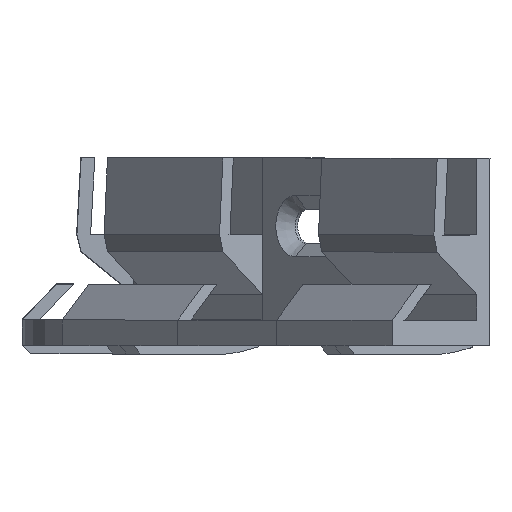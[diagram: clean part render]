
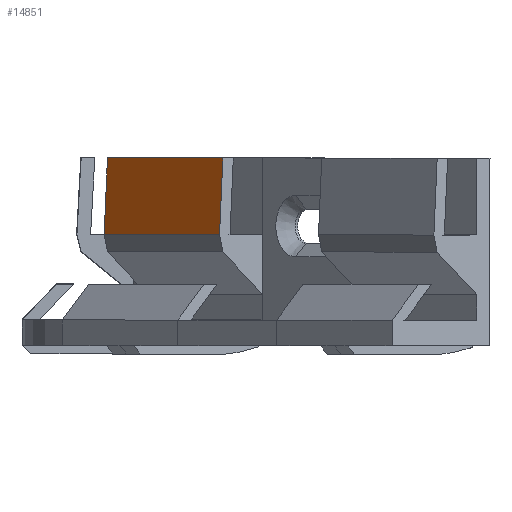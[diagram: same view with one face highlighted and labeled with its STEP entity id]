
A CAD part, left-side view. The second image highlights one B-rep face of the part: STEP entity #14851.
In plain terms, the highlighted face is planar.
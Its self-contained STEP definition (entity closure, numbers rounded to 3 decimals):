
#12956 = PLANE('',#12957);
#12957 = AXIS2_PLACEMENT_3D('',#12958,#12959,#12960);
#12958 = CARTESIAN_POINT('',(-10.5,5.766,9.503));
#12959 = DIRECTION('',(-1.,0.,0.));
#12960 = DIRECTION('',(0.,0.,1.));
#13390 = PLANE('',#13391);
#13391 = AXIS2_PLACEMENT_3D('',#13392,#13393,#13394);
#13392 = CARTESIAN_POINT('',(10.5,5.766,9.503));
#13393 = DIRECTION('',(-1.,0.,0.));
#13394 = DIRECTION('',(0.,0.,1.));
#13650 = VERTEX_POINT('',#13651);
#13651 = CARTESIAN_POINT('',(-10.5,8.1,22.));
#13665 = PLANE('',#13666);
#13666 = AXIS2_PLACEMENT_3D('',#13667,#13668,#13669);
#13667 = CARTESIAN_POINT('',(0.,6.5,22.));
#13668 = DIRECTION('',(0.,0.,-1.));
#13669 = DIRECTION('',(0.,1.,0.));
#13677 = EDGE_CURVE('',#13650,#13678,#13680,.T.);
#13678 = VERTEX_POINT('',#13679);
#13679 = CARTESIAN_POINT('',(-10.5,8.6,13.));
#13680 = SURFACE_CURVE('',#13681,(#13685,#13692),.PCURVE_S1.);
#13681 = LINE('',#13682,#13683);
#13682 = CARTESIAN_POINT('',(-10.5,8.1,22.));
#13683 = VECTOR('',#13684,1.);
#13684 = DIRECTION('',(0.,0.055,-0.998));
#13685 = PCURVE('',#12956,#13686);
#13686 = DEFINITIONAL_REPRESENTATION('',(#13687),#13691);
#13687 = LINE('',#13688,#13689);
#13688 = CARTESIAN_POINT('',(12.497,2.334));
#13689 = VECTOR('',#13690,1.);
#13690 = DIRECTION('',(-0.998,0.055));
#13691 = ( GEOMETRIC_REPRESENTATION_CONTEXT(2) 
PARAMETRIC_REPRESENTATION_CONTEXT() REPRESENTATION_CONTEXT('2D SPACE',''
  ) );
#13692 = PCURVE('',#13693,#13698);
#13693 = PLANE('',#13694);
#13694 = AXIS2_PLACEMENT_3D('',#13695,#13696,#13697);
#13695 = CARTESIAN_POINT('',(0.,8.1,22.));
#13696 = DIRECTION('',(-0.,-0.998,-0.055));
#13697 = DIRECTION('',(0.,0.055,-0.998));
#13698 = DEFINITIONAL_REPRESENTATION('',(#13699),#13703);
#13699 = LINE('',#13700,#13701);
#13700 = CARTESIAN_POINT('',(0.,-10.5));
#13701 = VECTOR('',#13702,1.);
#13702 = DIRECTION('',(1.,0.));
#13703 = ( GEOMETRIC_REPRESENTATION_CONTEXT(2) 
PARAMETRIC_REPRESENTATION_CONTEXT() REPRESENTATION_CONTEXT('2D SPACE',''
  ) );
#13721 = PLANE('',#13722);
#13722 = AXIS2_PLACEMENT_3D('',#13723,#13724,#13725);
#13723 = CARTESIAN_POINT('',(0.,8.6,13.));
#13724 = DIRECTION('',(0.,-0.97,0.243));
#13725 = DIRECTION('',(-0.,-0.243,-0.97));
#14496 = VERTEX_POINT('',#14497);
#14497 = CARTESIAN_POINT('',(10.5,8.1,22.));
#14518 = EDGE_CURVE('',#14496,#14519,#14521,.T.);
#14519 = VERTEX_POINT('',#14520);
#14520 = CARTESIAN_POINT('',(10.5,8.6,13.));
#14521 = SURFACE_CURVE('',#14522,(#14526,#14533),.PCURVE_S1.);
#14522 = LINE('',#14523,#14524);
#14523 = CARTESIAN_POINT('',(10.5,8.1,22.));
#14524 = VECTOR('',#14525,1.);
#14525 = DIRECTION('',(0.,0.055,-0.998));
#14526 = PCURVE('',#13390,#14527);
#14527 = DEFINITIONAL_REPRESENTATION('',(#14528),#14532);
#14528 = LINE('',#14529,#14530);
#14529 = CARTESIAN_POINT('',(12.497,2.334));
#14530 = VECTOR('',#14531,1.);
#14531 = DIRECTION('',(-0.998,0.055));
#14532 = ( GEOMETRIC_REPRESENTATION_CONTEXT(2) 
PARAMETRIC_REPRESENTATION_CONTEXT() REPRESENTATION_CONTEXT('2D SPACE',''
  ) );
#14533 = PCURVE('',#13693,#14534);
#14534 = DEFINITIONAL_REPRESENTATION('',(#14535),#14539);
#14535 = LINE('',#14536,#14537);
#14536 = CARTESIAN_POINT('',(0.,10.5));
#14537 = VECTOR('',#14538,1.);
#14538 = DIRECTION('',(1.,0.));
#14539 = ( GEOMETRIC_REPRESENTATION_CONTEXT(2) 
PARAMETRIC_REPRESENTATION_CONTEXT() REPRESENTATION_CONTEXT('2D SPACE',''
  ) );
#14829 = EDGE_CURVE('',#14496,#13650,#14830,.T.);
#14830 = SURFACE_CURVE('',#14831,(#14835,#14842),.PCURVE_S1.);
#14831 = LINE('',#14832,#14833);
#14832 = CARTESIAN_POINT('',(10.5,8.1,22.));
#14833 = VECTOR('',#14834,1.);
#14834 = DIRECTION('',(-1.,0.,0.));
#14835 = PCURVE('',#13665,#14836);
#14836 = DEFINITIONAL_REPRESENTATION('',(#14837),#14841);
#14837 = LINE('',#14838,#14839);
#14838 = CARTESIAN_POINT('',(1.6,10.5));
#14839 = VECTOR('',#14840,1.);
#14840 = DIRECTION('',(0.,-1.));
#14841 = ( GEOMETRIC_REPRESENTATION_CONTEXT(2) 
PARAMETRIC_REPRESENTATION_CONTEXT() REPRESENTATION_CONTEXT('2D SPACE',''
  ) );
#14842 = PCURVE('',#13693,#14843);
#14843 = DEFINITIONAL_REPRESENTATION('',(#14844),#14848);
#14844 = LINE('',#14845,#14846);
#14845 = CARTESIAN_POINT('',(0.,10.5));
#14846 = VECTOR('',#14847,1.);
#14847 = DIRECTION('',(0.,-1.));
#14848 = ( GEOMETRIC_REPRESENTATION_CONTEXT(2) 
PARAMETRIC_REPRESENTATION_CONTEXT() REPRESENTATION_CONTEXT('2D SPACE',''
  ) );
#14851 = ADVANCED_FACE('',(#14852),#13693,.F.);
#14852 = FACE_BOUND('',#14853,.F.);
#14853 = EDGE_LOOP('',(#14854,#14855,#14876,#14877));
#14854 = ORIENTED_EDGE('',*,*,#13677,.T.);
#14855 = ORIENTED_EDGE('',*,*,#14856,.F.);
#14856 = EDGE_CURVE('',#14519,#13678,#14857,.T.);
#14857 = SURFACE_CURVE('',#14858,(#14862,#14869),.PCURVE_S1.);
#14858 = LINE('',#14859,#14860);
#14859 = CARTESIAN_POINT('',(10.5,8.6,13.));
#14860 = VECTOR('',#14861,1.);
#14861 = DIRECTION('',(-1.,0.,0.));
#14862 = PCURVE('',#13693,#14863);
#14863 = DEFINITIONAL_REPRESENTATION('',(#14864),#14868);
#14864 = LINE('',#14865,#14866);
#14865 = CARTESIAN_POINT('',(9.014,10.5));
#14866 = VECTOR('',#14867,1.);
#14867 = DIRECTION('',(0.,-1.));
#14868 = ( GEOMETRIC_REPRESENTATION_CONTEXT(2) 
PARAMETRIC_REPRESENTATION_CONTEXT() REPRESENTATION_CONTEXT('2D SPACE',''
  ) );
#14869 = PCURVE('',#13721,#14870);
#14870 = DEFINITIONAL_REPRESENTATION('',(#14871),#14875);
#14871 = LINE('',#14872,#14873);
#14872 = CARTESIAN_POINT('',(-0.,10.5));
#14873 = VECTOR('',#14874,1.);
#14874 = DIRECTION('',(0.,-1.));
#14875 = ( GEOMETRIC_REPRESENTATION_CONTEXT(2) 
PARAMETRIC_REPRESENTATION_CONTEXT() REPRESENTATION_CONTEXT('2D SPACE',''
  ) );
#14876 = ORIENTED_EDGE('',*,*,#14518,.F.);
#14877 = ORIENTED_EDGE('',*,*,#14829,.T.);
